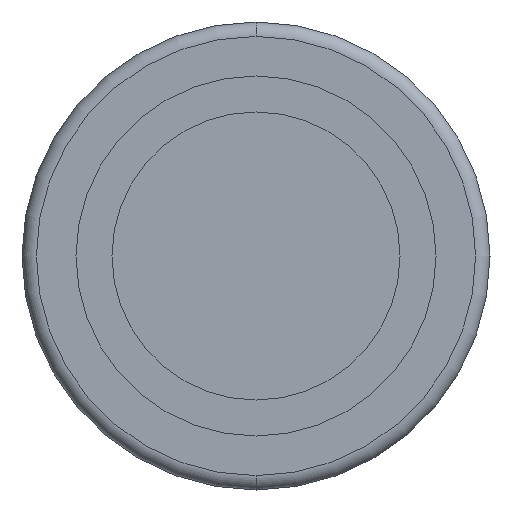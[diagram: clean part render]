
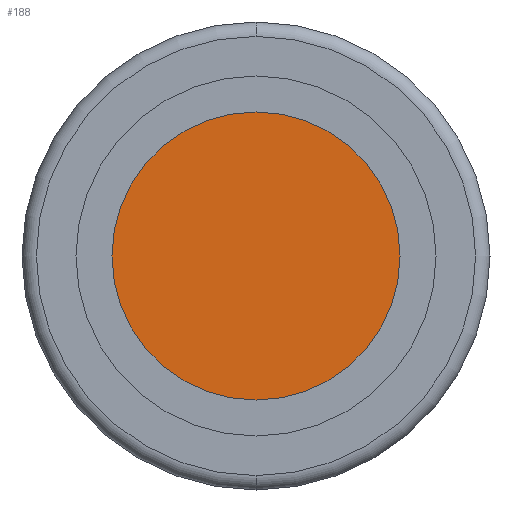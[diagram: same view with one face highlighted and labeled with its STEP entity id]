
A CAD part, front view. The second image highlights one B-rep face of the part: STEP entity #188.
In plain terms, the highlighted planar face has unit normal (0, -1, 0).
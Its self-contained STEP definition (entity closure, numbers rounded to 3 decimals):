
#46 = DIRECTION ( 'NONE',  ( 0., -1., 0. ) ) ;
#83 = AXIS2_PLACEMENT_3D ( 'NONE', #288, #46, #171 ) ;
#171 = DIRECTION ( 'NONE',  ( 0., 0., -1. ) ) ;
#188 = ADVANCED_FACE ( 'NONE', ( #458 ), #463, .F. ) ;
#194 = AXIS2_PLACEMENT_3D ( 'NONE', #225, #763, #286 ) ;
#206 = CARTESIAN_POINT ( 'NONE',  ( 0., 0., -4. ) ) ;
#225 = CARTESIAN_POINT ( 'NONE',  ( -4., 0., 0. ) ) ;
#268 = ORIENTED_EDGE ( 'NONE', *, *, #415, .T. ) ;
#286 = DIRECTION ( 'NONE',  ( 0., 0., 1. ) ) ;
#288 = CARTESIAN_POINT ( 'NONE',  ( 0., 0., 0. ) ) ;
#315 = CARTESIAN_POINT ( 'NONE',  ( 0., 0., 0. ) ) ;
#335 = CIRCLE ( 'NONE', #719, 4. ) ;
#384 = EDGE_LOOP ( 'NONE', ( #387, #268 ) ) ;
#387 = ORIENTED_EDGE ( 'NONE', *, *, #435, .T. ) ;
#415 = EDGE_CURVE ( 'NONE', #576, #795, #335, .T. ) ;
#430 = CIRCLE ( 'NONE', #83, 4. ) ;
#435 = EDGE_CURVE ( 'NONE', #795, #576, #430, .T. ) ;
#458 = FACE_OUTER_BOUND ( 'NONE', #384, .T. ) ;
#463 = PLANE ( 'NONE',  #194 ) ;
#471 = DIRECTION ( 'NONE',  ( 0., 0., -1. ) ) ;
#491 = CARTESIAN_POINT ( 'NONE',  ( 0., 0., 4. ) ) ;
#576 = VERTEX_POINT ( 'NONE', #491 ) ;
#658 = DIRECTION ( 'NONE',  ( 0., -1., 0. ) ) ;
#719 = AXIS2_PLACEMENT_3D ( 'NONE', #315, #658, #471 ) ;
#763 = DIRECTION ( 'NONE',  ( 0., 1., 0. ) ) ;
#795 = VERTEX_POINT ( 'NONE', #206 ) ;
